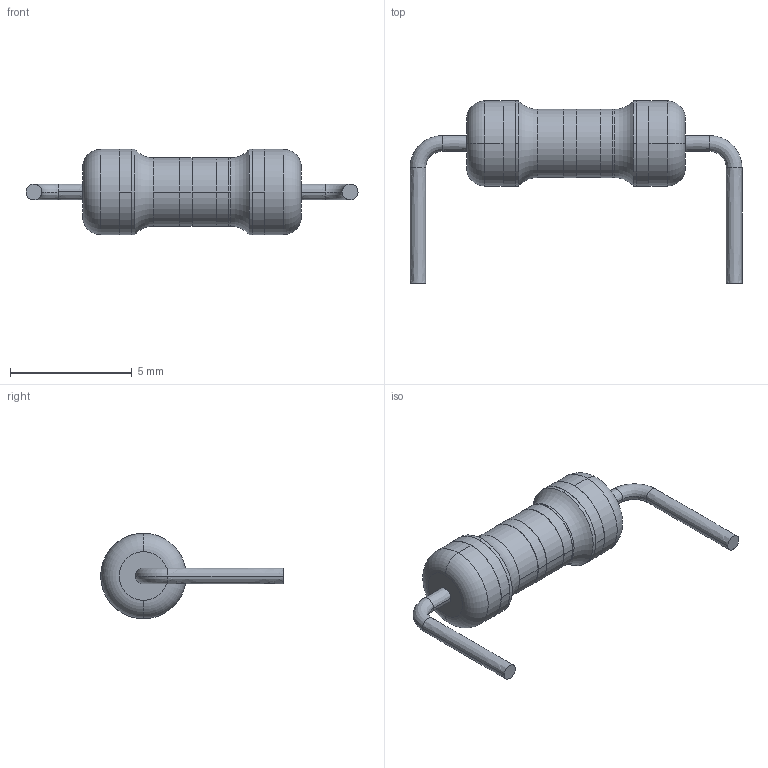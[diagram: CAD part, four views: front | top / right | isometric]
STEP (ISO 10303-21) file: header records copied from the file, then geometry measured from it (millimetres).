
FILE_DESCRIPTION((''),'2;1');
FILE_NAME('RCIL-H_P13_L9_D3-5_H3-5','2019-02-12T',('Dragos'),(''),'PRO/ENGINEER BY PARAMETRIC TECHNOLOGY CORPORATION, 2004440','PRO/ENGINEER BY PARAMETRIC TECHNOLOGY CORPORATION, 2004440','');
FILE_SCHEMA(('AUTOMOTIVE_DESIGN { 1 0 10303 214 1 1 1 1 }'));
Length unit declared in the file: millimetre
Products named in the file (1): RCIL-H_P13_L9_D3-5_H3-5
Bounding box: 13.65 x 7.51 x 3.52 mm (x, y, z)
Volume: 74.5 mm3; surface area: 134.2 mm2
Topology: 1 solids, 1 shells, 54 faces, 126 edges, 92 vertices
Faces by surface type: cylinder 22, plane 12, bspline 12, torus 8
Entity records: 2995 total; most frequent: CARTESIAN_POINT 1040, DIRECTION 256, ORIENTED_EDGE 220, PRESENTATION_STYLE_ASSIGNMENT 154, STYLED_ITEM 132, CURVE_STYLE 131, EDGE_CURVE 110, AXIS2_PLACEMENT_3D 107
